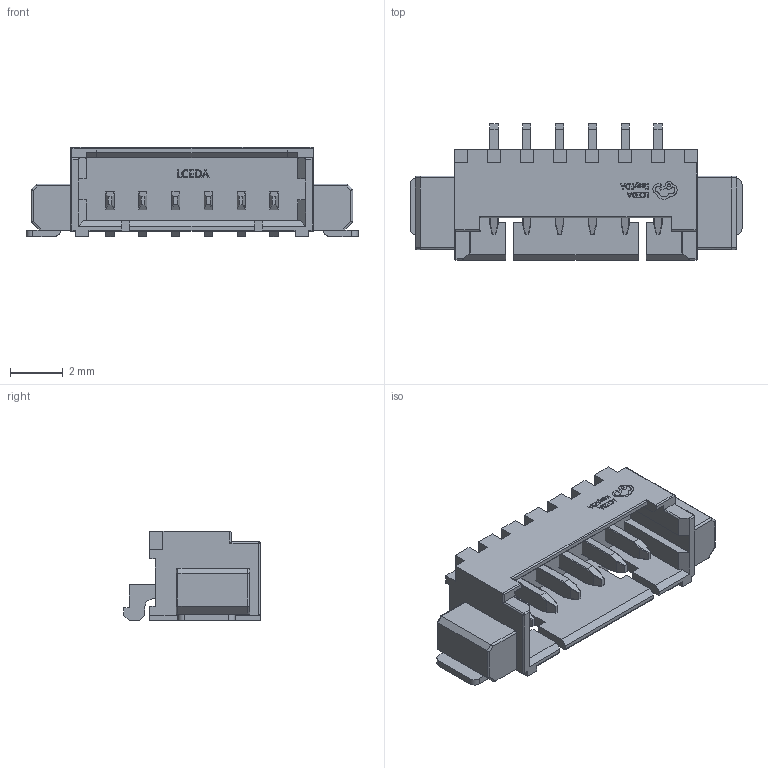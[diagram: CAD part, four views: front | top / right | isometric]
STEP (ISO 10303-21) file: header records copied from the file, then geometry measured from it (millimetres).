
FILE_DESCRIPTION(/* description */ ('','CAx-IF Rec.Pracs.---Representation and Presentation of Product Manufacturing Information (PMI)---4.0---2014-10-13'),/* implementation_level */ '2;1');
FILE_NAME(/* name */ '13lB-CN1-CONN-SMD_6P-P1.25_53261-0671.step',/* time_stamp */ '2025-03-21T14:26:39+08:00',/* author */ (''),/* organization */ (''),/* preprocessor_version */ 'ST-DEVELOPER v20',/* originating_system */ 'Autodesk Translation Framework v13.20.0.188',/* authorisation */ '');
FILE_SCHEMA (('AP242_MANAGED_MODEL_BASED_3D_ENGINEERING_MIM_LF { 1 0 10303 442 1 1 4 }'));
Length unit declared in the file: millimetre
Products named in the file (2): 13lB-CN1-CONN-SMD_6P-P1.25_53261-0671; COMPOUND
Assembly tree (1 placements, depth 2):
  13lB-CN1-CONN-SMD_6P-P1.25_53261-0671
    COMPOUND
Bounding box: 12.65 x 5.19 x 3.4 mm (x, y, z)
Volume: 71.3 mm3; surface area: 331.3 mm2
Topology: 22 solids, 22 shells, 740 faces, 1985 edges, 1299 vertices
Faces by surface type: plane 480, bspline 137, cylinder 121, sphere 2
Entity records: 25688 total; most frequent: CARTESIAN_POINT 6860, ORIENTED_EDGE 3966, DIRECTION 3294, EDGE_CURVE 1983, LINE 1508, VECTOR 1508, VERTEX_POINT 1299, AXIS2_PLACEMENT_3D 893
